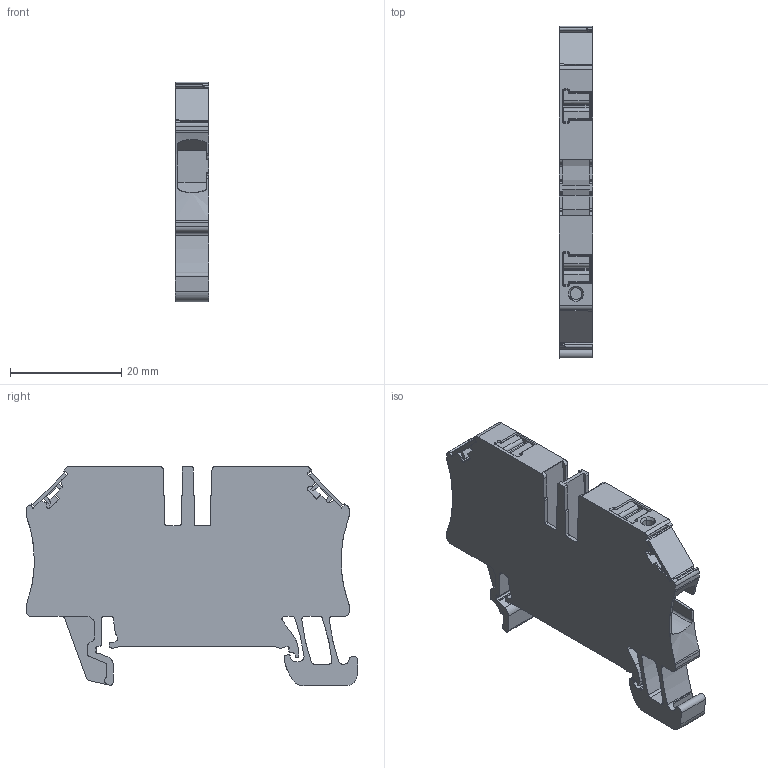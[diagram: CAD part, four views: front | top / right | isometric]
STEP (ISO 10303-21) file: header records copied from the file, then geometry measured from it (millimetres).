
FILE_DESCRIPTION(('CATIA V5 STEP Exchange','CAx-IF Rec.Pracs.--- Model Styling and Organization---1.4--- 2014-01-23'),'2;1');
FILE_NAME ('2004280-1_0', '2024-03-04T06:10:30+00:00', ('none'), ('Weidmueller'), 'CATIA Version 5-6 Release 2016 SP3 HF44', 'CATIA V5 STEP AP214', 'none');
FILE_SCHEMA(('AUTOMOTIVE_DESIGN { 1 0 10303 214 1 1 1 1 }'));
Length unit declared in the file: millimetre
Products named in the file (1): 3025870000
Bounding box: 6.1 x 59.53 x 39.4 mm (x, y, z)
Volume: 8947 mm3; surface area: 6722.6 mm2
Topology: 1 solids, 1 shells, 783 faces, 2217 edges, 1417 vertices
Faces by surface type: plane 329, cylinder 276, extrusion 111, cone 26, sphere 14, bspline 14, torus 13
Entity records: 28180 total; most frequent: CARTESIAN_POINT 8168, ORIENTED_EDGE 4406, DIRECTION 3166, EDGE_CURVE 2203, VECTOR 1507, VERTEX_POINT 1417, LINE 1396, AXIS2_PLACEMENT_3D 1080
